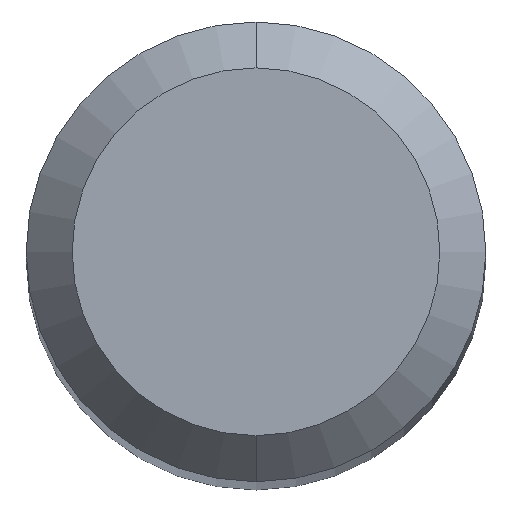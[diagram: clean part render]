
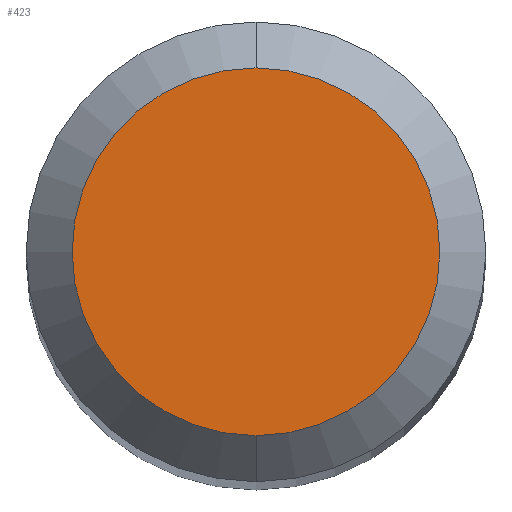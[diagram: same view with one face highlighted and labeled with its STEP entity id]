
A CAD part, top view. The second image highlights one B-rep face of the part: STEP entity #423.
In plain terms, the highlighted planar face has unit normal (0, 0, 1).
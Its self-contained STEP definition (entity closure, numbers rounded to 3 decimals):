
#185=VERTEX_POINT('',#478);
#247=VERTEX_POINT('',#546);
#327=EDGE_CURVE('',#247,#185,#631,.T.);
#375=EDGE_CURVE('',#185,#247,#687,.T.);
#423=ADVANCED_FACE('',(#740),#741,.T.);
#478=CARTESIAN_POINT('',(0.,-1.2,30.209));
#546=CARTESIAN_POINT('',(0.0,1.2,30.209));
#631=CIRCLE('',#1147,1.2);
#687=CIRCLE('',#1245,1.2);
#740=FACE_OUTER_BOUND('',#1399,.T.);
#741=PLANE('',#1400);
#1147=AXIS2_PLACEMENT_3D('',#1605,#1606,#1607);
#1245=AXIS2_PLACEMENT_3D('',#1686,#1687,#1688);
#1399=EDGE_LOOP('',(#1739,#1740));
#1400=AXIS2_PLACEMENT_3D('',#1741,#1742,#1743);
#1605=CARTESIAN_POINT('',(0.0,0.0,30.209));
#1606=DIRECTION('',(0.0,0.0,-1.0));
#1607=DIRECTION('',(0.0,1.0,0.0));
#1686=CARTESIAN_POINT('',(0.0,0.0,30.209));
#1687=DIRECTION('',(0.0,0.0,-1.0));
#1688=DIRECTION('',(0.0,1.0,0.0));
#1739=ORIENTED_EDGE('',*,*,#327,.F.);
#1740=ORIENTED_EDGE('',*,*,#375,.F.);
#1741=CARTESIAN_POINT('',(0.0,0.6,30.209));
#1742=DIRECTION('',(-0.0,0.0,1.0));
#1743=DIRECTION('',(0.0,-1.0,0.0));
